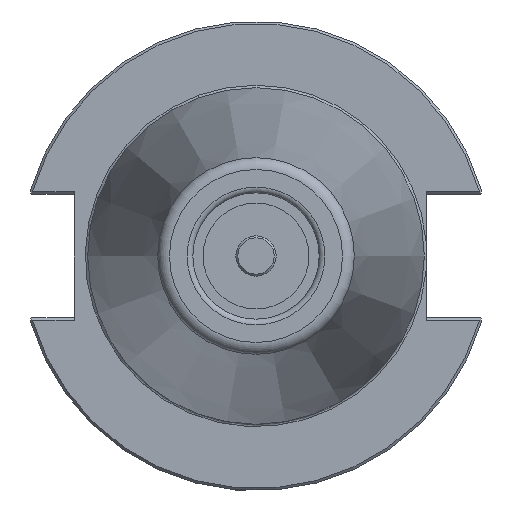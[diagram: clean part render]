
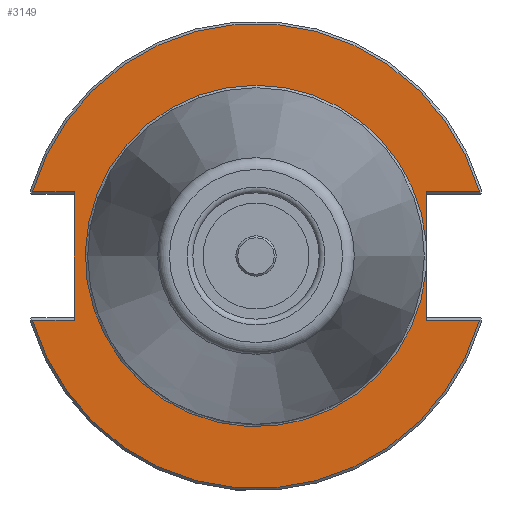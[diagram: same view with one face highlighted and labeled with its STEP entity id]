
A CAD part, left-side view. The second image highlights one B-rep face of the part: STEP entity #3149.
In plain terms, the highlighted planar face has unit normal (-1, 0, 0).
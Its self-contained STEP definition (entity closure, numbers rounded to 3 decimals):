
#157=CIRCLE('',#3422,48.25);
#158=CIRCLE('',#3425,48.25);
#159=CIRCLE('',#3426,35.429);
#160=CIRCLE('',#3427,35.429);
#320=FACE_OUTER_BOUND('',#518,.T.);
#518=EDGE_LOOP('',(#2289,#2290,#2291,#2292,#2293,#2294,#2295,#2296,#2297,
#2298,#2299));
#766=LINE('',#4949,#1035);
#774=LINE('',#4991,#1043);
#775=LINE('',#4996,#1044);
#776=LINE('',#4998,#1045);
#777=LINE('',#4999,#1046);
#778=LINE('',#5001,#1047);
#779=LINE('',#5006,#1048);
#1035=VECTOR('',#3918,10.);
#1043=VECTOR('',#3940,10.);
#1044=VECTOR('',#3945,10.);
#1045=VECTOR('',#3946,10.);
#1046=VECTOR('',#3947,10.);
#1047=VECTOR('',#3948,10.);
#1048=VECTOR('',#3953,10.);
#1349=VERTEX_POINT('',#4944);
#1350=VERTEX_POINT('',#4948);
#1358=VERTEX_POINT('',#4973);
#1359=VERTEX_POINT('',#4977);
#1362=VERTEX_POINT('',#4989);
#1363=VERTEX_POINT('',#4993);
#1364=VERTEX_POINT('',#4995);
#1365=VERTEX_POINT('',#4997);
#1366=VERTEX_POINT('',#5000);
#1367=VERTEX_POINT('',#5002);
#1368=VERTEX_POINT('',#5004);
#1692=EDGE_CURVE('',#1349,#1350,#766,.T.);
#1703=EDGE_CURVE('',#1358,#1359,#157,.T.);
#1708=EDGE_CURVE('',#1362,#1358,#774,.T.);
#1709=EDGE_CURVE('',#1363,#1349,#158,.T.);
#1710=EDGE_CURVE('',#1364,#1363,#775,.T.);
#1711=EDGE_CURVE('',#1364,#1365,#776,.T.);
#1712=EDGE_CURVE('',#1359,#1365,#777,.T.);
#1713=EDGE_CURVE('',#1362,#1366,#778,.T.);
#1714=EDGE_CURVE('',#1366,#1367,#159,.T.);
#1715=EDGE_CURVE('',#1367,#1368,#160,.T.);
#1716=EDGE_CURVE('',#1368,#1350,#779,.T.);
#2289=ORIENTED_EDGE('',*,*,#1692,.F.);
#2290=ORIENTED_EDGE('',*,*,#1709,.F.);
#2291=ORIENTED_EDGE('',*,*,#1710,.F.);
#2292=ORIENTED_EDGE('',*,*,#1711,.T.);
#2293=ORIENTED_EDGE('',*,*,#1712,.F.);
#2294=ORIENTED_EDGE('',*,*,#1703,.F.);
#2295=ORIENTED_EDGE('',*,*,#1708,.F.);
#2296=ORIENTED_EDGE('',*,*,#1713,.T.);
#2297=ORIENTED_EDGE('',*,*,#1714,.T.);
#2298=ORIENTED_EDGE('',*,*,#1715,.T.);
#2299=ORIENTED_EDGE('',*,*,#1716,.T.);
#3001=PLANE('',#3424);
#3149=ADVANCED_FACE('',(#320),#3001,.T.);
#3422=AXIS2_PLACEMENT_3D('',#4978,#3934,#3935);
#3424=AXIS2_PLACEMENT_3D('',#4992,#3941,#3942);
#3425=AXIS2_PLACEMENT_3D('',#4994,#3943,#3944);
#3426=AXIS2_PLACEMENT_3D('',#5003,#3949,#3950);
#3427=AXIS2_PLACEMENT_3D('',#5005,#3951,#3952);
#3918=DIRECTION('',(0.,1.,0.));
#3934=DIRECTION('center_axis',(1.,0.,0.));
#3935=DIRECTION('ref_axis',(0.,0.,-1.));
#3940=DIRECTION('',(0.,-1.,0.));
#3941=DIRECTION('center_axis',(-1.,0.,0.));
#3942=DIRECTION('ref_axis',(0.,0.,1.));
#3943=DIRECTION('center_axis',(1.,0.,0.));
#3944=DIRECTION('ref_axis',(0.,0.,-1.));
#3945=DIRECTION('',(0.,1.,0.));
#3946=DIRECTION('',(0.,0.,-1.));
#3947=DIRECTION('',(0.,-1.,0.));
#3948=DIRECTION('',(0.,0.,1.));
#3949=DIRECTION('center_axis',(1.,0.,0.));
#3950=DIRECTION('ref_axis',(0.,0.,-1.));
#3951=DIRECTION('center_axis',(1.,0.,0.));
#3952=DIRECTION('ref_axis',(0.,0.,-1.));
#3953=DIRECTION('',(0.,0.,1.));
#4944=CARTESIAN_POINT('',(1.5,-46.373,13.325));
#4948=CARTESIAN_POINT('',(1.5,-35.3,13.325));
#4949=CARTESIAN_POINT('',(1.5,6.475,13.325));
#4973=CARTESIAN_POINT('',(1.5,-46.373,-13.325));
#4977=CARTESIAN_POINT('',(1.5,46.373,-13.325));
#4978=CARTESIAN_POINT('Origin',(1.5,0.,
0.));
#4989=CARTESIAN_POINT('',(1.5,-35.3,-13.325));
#4991=CARTESIAN_POINT('',(1.5,-13.707,-13.325));
#4992=CARTESIAN_POINT('Origin',(1.5,48.25,0.));
#4993=CARTESIAN_POINT('',(1.5,46.373,13.325));
#4994=CARTESIAN_POINT('Origin',(1.5,0.,
0.));
#4995=CARTESIAN_POINT('',(1.5,37.7,13.325));
#4996=CARTESIAN_POINT('',(1.5,61.395,13.325));
#4997=CARTESIAN_POINT('',(1.5,37.7,-13.325));
#4998=CARTESIAN_POINT('',(1.5,37.7,6.413));
#4999=CARTESIAN_POINT('',(1.5,42.975,-13.325));
#5000=CARTESIAN_POINT('',(1.5,-35.3,-3.016));
#5001=CARTESIAN_POINT('',(1.5,-35.3,-6.413));
#5002=CARTESIAN_POINT('',(1.5,0.,35.429));
#5003=CARTESIAN_POINT('Origin',(1.5,0.,
0.));
#5004=CARTESIAN_POINT('',(1.5,-35.3,3.016));
#5005=CARTESIAN_POINT('Origin',(1.5,0.,
0.));
#5006=CARTESIAN_POINT('',(1.5,-35.3,-6.413));
